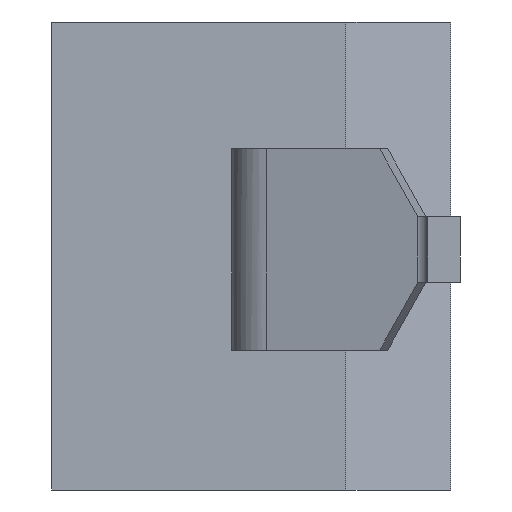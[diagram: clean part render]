
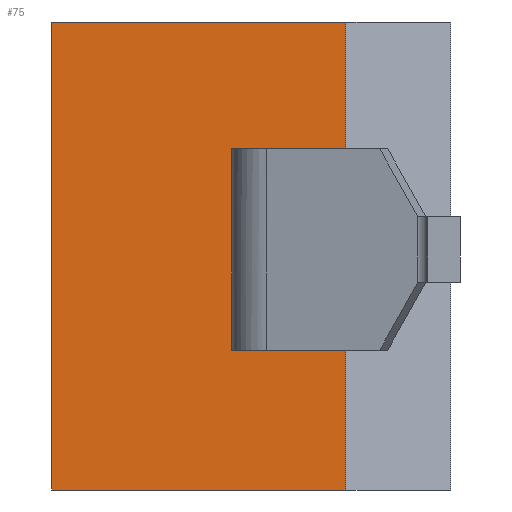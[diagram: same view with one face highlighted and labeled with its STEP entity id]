
A CAD part, left-side view. The second image highlights one B-rep face of the part: STEP entity #75.
In plain terms, the highlighted face is planar.
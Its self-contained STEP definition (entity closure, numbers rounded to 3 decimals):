
#27 = CARTESIAN_POINT ( 'NONE',  ( -1.969, 3.15, 0.687 ) ) ;
#43 = CARTESIAN_POINT ( 'NONE',  ( -1.969, 3.15, 1.675 ) ) ;
#47 = DIRECTION ( 'NONE',  ( -1., 0., 0. ) ) ;
#75 = ADVANCED_FACE ( 'NONE', ( #1441, #1569 ), #321, .T. ) ;
#92 = VECTOR ( 'NONE', #914, 1000. ) ;
#97 = VERTEX_POINT ( 'NONE', #1053 ) ;
#126 = ORIENTED_EDGE ( 'NONE', *, *, #987, .T. ) ;
#157 = CARTESIAN_POINT ( 'NONE',  ( 1.79, 3.15, 3.202 ) ) ;
#182 = CARTESIAN_POINT ( 'NONE',  ( 0.72, 3.15, 0.687 ) ) ;
#212 = DIRECTION ( 'NONE',  ( 0., 0., 1. ) ) ;
#220 = CARTESIAN_POINT ( 'NONE',  ( -0.82, 3.15, 1.675 ) ) ;
#248 = VECTOR ( 'NONE', #47, 1000. ) ;
#321 = PLANE ( 'NONE',  #2026 ) ;
#325 = DIRECTION ( 'NONE',  ( 0., 0., 1. ) ) ;
#334 = ORIENTED_EDGE ( 'NONE', *, *, #563, .T. ) ;
#339 = EDGE_CURVE ( 'NONE', #2185, #605, #659, .T. ) ;
#348 = VERTEX_POINT ( 'NONE', #1535 ) ;
#563 = EDGE_CURVE ( 'NONE', #97, #1367, #708, .T. ) ;
#587 = EDGE_CURVE ( 'NONE', #2131, #2185, #2015, .T. ) ;
#605 = VERTEX_POINT ( 'NONE', #907 ) ;
#624 = ORIENTED_EDGE ( 'NONE', *, *, #1290, .T. ) ;
#659 = LINE ( 'NONE', #1176, #1500 ) ;
#673 = DIRECTION ( 'NONE',  ( 0., 0., 1. ) ) ;
#708 = LINE ( 'NONE', #1396, #1830 ) ;
#810 = VECTOR ( 'NONE', #1841, 1000. ) ;
#842 = ORIENTED_EDGE ( 'NONE', *, *, #1952, .F. ) ;
#907 = CARTESIAN_POINT ( 'NONE',  ( -0.82, 3.15, 1.425 ) ) ;
#914 = DIRECTION ( 'NONE',  ( 1., 0., 0. ) ) ;
#987 = EDGE_CURVE ( 'NONE', #1621, #2131, #1345, .T. ) ;
#1053 = CARTESIAN_POINT ( 'NONE',  ( -1.79, 3.15, 3.05 ) ) ;
#1056 = CARTESIAN_POINT ( 'NONE',  ( -1.969, 3.15, 0.8 ) ) ;
#1090 = EDGE_LOOP ( 'NONE', ( #1990, #624, #126, #2173 ) ) ;
#1091 = VECTOR ( 'NONE', #1777, 1000. ) ;
#1112 = EDGE_LOOP ( 'NONE', ( #334, #1400, #1363, #842 ) ) ;
#1163 = CARTESIAN_POINT ( 'NONE',  ( -1.79, 3.15, -0.152 ) ) ;
#1176 = CARTESIAN_POINT ( 'NONE',  ( -0.82, 3.15, 0.687 ) ) ;
#1229 = DIRECTION ( 'NONE',  ( 1., 0., 0. ) ) ;
#1290 = EDGE_CURVE ( 'NONE', #605, #1621, #1694, .T. ) ;
#1320 = CARTESIAN_POINT ( 'NONE',  ( 1.79, 3.15, 3.05 ) ) ;
#1332 = CARTESIAN_POINT ( 'NONE',  ( 1.79, 3.15, 0.8 ) ) ;
#1341 = LINE ( 'NONE', #157, #2132 ) ;
#1345 = LINE ( 'NONE', #182, #1368 ) ;
#1363 = ORIENTED_EDGE ( 'NONE', *, *, #2152, .T. ) ;
#1367 = VERTEX_POINT ( 'NONE', #1320 ) ;
#1368 = VECTOR ( 'NONE', #673, 1000. ) ;
#1376 = CARTESIAN_POINT ( 'NONE',  ( 0.72, 3.15, 1.425 ) ) ;
#1396 = CARTESIAN_POINT ( 'NONE',  ( -1.969, 3.15, 3.05 ) ) ;
#1400 = ORIENTED_EDGE ( 'NONE', *, *, #1549, .F. ) ;
#1441 = FACE_BOUND ( 'NONE', #1090, .T. ) ;
#1481 = VERTEX_POINT ( 'NONE', #1332 ) ;
#1500 = VECTOR ( 'NONE', #2027, 1000. ) ;
#1535 = CARTESIAN_POINT ( 'NONE',  ( -1.79, 3.15, 0.8 ) ) ;
#1549 = EDGE_CURVE ( 'NONE', #1481, #1367, #1341, .T. ) ;
#1569 = FACE_OUTER_BOUND ( 'NONE', #1112, .T. ) ;
#1621 = VERTEX_POINT ( 'NONE', #1376 ) ;
#1694 = LINE ( 'NONE', #1782, #92 ) ;
#1713 = LINE ( 'NONE', #1163, #810 ) ;
#1736 = DIRECTION ( 'NONE',  ( 0., 1., 0. ) ) ;
#1761 = LINE ( 'NONE', #1056, #248 ) ;
#1762 = CARTESIAN_POINT ( 'NONE',  ( 0.72, 3.15, 1.675 ) ) ;
#1777 = DIRECTION ( 'NONE',  ( -1., 0., 0. ) ) ;
#1782 = CARTESIAN_POINT ( 'NONE',  ( -1.969, 3.15, 1.425 ) ) ;
#1830 = VECTOR ( 'NONE', #1229, 1000. ) ;
#1841 = DIRECTION ( 'NONE',  ( 0., 0., -1. ) ) ;
#1952 = EDGE_CURVE ( 'NONE', #97, #348, #1713, .T. ) ;
#1990 = ORIENTED_EDGE ( 'NONE', *, *, #339, .T. ) ;
#2015 = LINE ( 'NONE', #43, #1091 ) ;
#2026 = AXIS2_PLACEMENT_3D ( 'NONE', #27, #1736, #212 ) ;
#2027 = DIRECTION ( 'NONE',  ( 0., 0., -1. ) ) ;
#2131 = VERTEX_POINT ( 'NONE', #1762 ) ;
#2132 = VECTOR ( 'NONE', #325, 1000. ) ;
#2152 = EDGE_CURVE ( 'NONE', #1481, #348, #1761, .T. ) ;
#2173 = ORIENTED_EDGE ( 'NONE', *, *, #587, .T. ) ;
#2185 = VERTEX_POINT ( 'NONE', #220 ) ;
